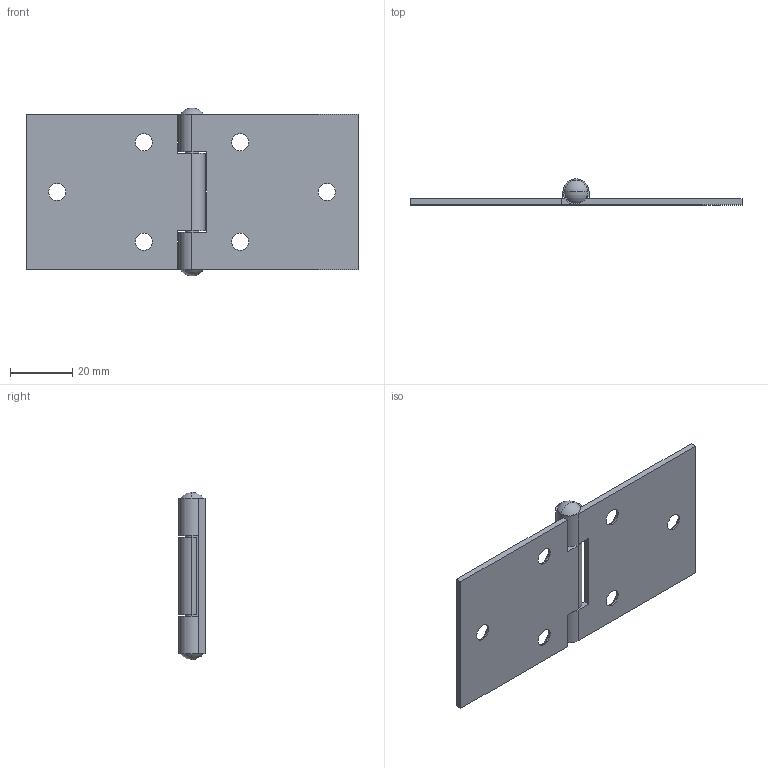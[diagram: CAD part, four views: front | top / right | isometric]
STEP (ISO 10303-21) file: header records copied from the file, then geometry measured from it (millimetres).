
FILE_DESCRIPTION (( 'STEP AP203' ), '1' );
FILE_NAME ('T62900.STEP', '2018-08-15T14:13:00', ( '' ), ( '' ), 'SwSTEP 2.0', 'SolidWorks 2016', '' );
FILE_SCHEMA (( 'CONFIG_CONTROL_DESIGN' ));
Length unit declared in the file: millimetre
Products named in the file (3): T62900-1; T62900-2; T62900
Assembly tree (2 placements, depth 2):
  T62900
    T62900-1
    T62900-2
Bounding box: 107 x 8.4 x 54 mm (x, y, z)
Volume: 12278.7 mm3; surface area: 12996.7 mm2
Topology: 2 solids, 2 shells, 62 faces, 176 edges, 116 vertices
Faces by surface type: plane 28, cylinder 18, cone 12, sphere 4
Entity records: 2375 total; most frequent: DIRECTION 384, CARTESIAN_POINT 359, ORIENTED_EDGE 352, EDGE_CURVE 176, AXIS2_PLACEMENT_3D 141, VERTEX_POINT 116, VECTOR 102, LINE 102
